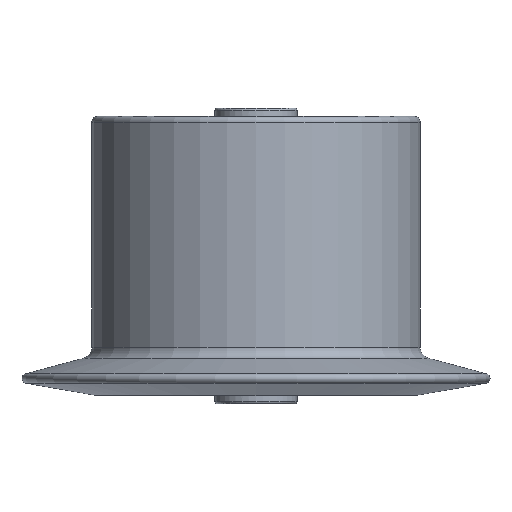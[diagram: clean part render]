
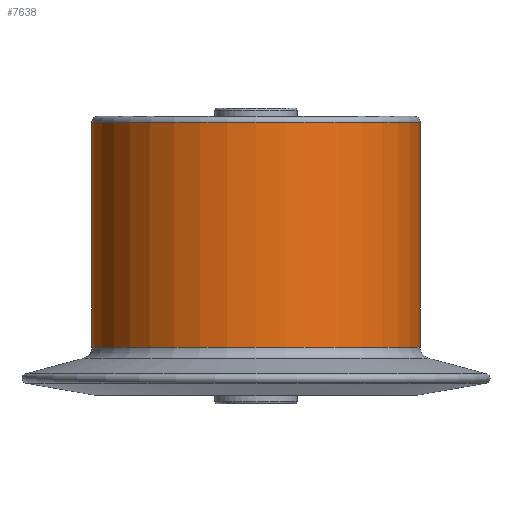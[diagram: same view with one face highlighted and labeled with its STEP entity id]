
A CAD part, front view. The second image highlights one B-rep face of the part: STEP entity #7638.
In plain terms, the highlighted cylindrical face has radius 14 mm (diameter 28 mm), a partial arc.
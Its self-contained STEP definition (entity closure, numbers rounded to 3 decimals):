
#562 = DIRECTION ( 'NONE',  ( -1., 0., 0. ) ) ;
#563 = CARTESIAN_POINT ( 'NONE',  ( -14., 0., 11.4 ) ) ;
#896 = CARTESIAN_POINT ( 'NONE',  ( 14., 0., 11.4 ) ) ;
#1251 = CIRCLE ( 'NONE', #10900, 14. ) ;
#1463 = AXIS2_PLACEMENT_3D ( 'NONE', #7455, #2252, #15112 ) ;
#1895 = VERTEX_POINT ( 'NONE', #3477 ) ;
#2252 = DIRECTION ( 'NONE',  ( 0., 0., -1. ) ) ;
#2534 = CARTESIAN_POINT ( 'NONE',  ( 14., 0., 11.9 ) ) ;
#2803 = LINE ( 'NONE', #2534, #9281 ) ;
#3477 = CARTESIAN_POINT ( 'NONE',  ( -14., 0., -7.769 ) ) ;
#3842 = CYLINDRICAL_SURFACE ( 'NONE', #1463, 14. ) ;
#3989 = ORIENTED_EDGE ( 'NONE', *, *, #9991, .T. ) ;
#4175 = ORIENTED_EDGE ( 'NONE', *, *, #16335, .T. ) ;
#4671 = FACE_OUTER_BOUND ( 'NONE', #7586, .T. ) ;
#5176 = VERTEX_POINT ( 'NONE', #563 ) ;
#6019 = CARTESIAN_POINT ( 'NONE',  ( 0., 0., 11.4 ) ) ;
#6613 = CARTESIAN_POINT ( 'NONE',  ( 14., 0., -7.769 ) ) ;
#7309 = DIRECTION ( 'NONE',  ( 1., 0., 0. ) ) ;
#7455 = CARTESIAN_POINT ( 'NONE',  ( 0., 0., 11.9 ) ) ;
#7586 = EDGE_LOOP ( 'NONE', ( #14273, #3989, #4175, #16740 ) ) ;
#7638 = ADVANCED_FACE ( 'NONE', ( #4671 ), #3842, .T. ) ;
#7674 = CIRCLE ( 'NONE', #15569, 14. ) ;
#8457 = DIRECTION ( 'NONE',  ( 0., 0., 1. ) ) ;
#9281 = VECTOR ( 'NONE', #12815, 1000. ) ;
#9991 = EDGE_CURVE ( 'NONE', #12685, #5176, #1251, .T. ) ;
#10900 = AXIS2_PLACEMENT_3D ( 'NONE', #6019, #14914, #7309 ) ;
#11036 = EDGE_CURVE ( 'NONE', #1895, #13399, #7674, .T. ) ;
#11744 = VECTOR ( 'NONE', #16076, 1000. ) ;
#12241 = CARTESIAN_POINT ( 'NONE',  ( -14., 0., 11.9 ) ) ;
#12255 = EDGE_CURVE ( 'NONE', #12685, #13399, #2803, .T. ) ;
#12685 = VERTEX_POINT ( 'NONE', #896 ) ;
#12815 = DIRECTION ( 'NONE',  ( 0., 0., -1. ) ) ;
#13399 = VERTEX_POINT ( 'NONE', #6613 ) ;
#14273 = ORIENTED_EDGE ( 'NONE', *, *, #12255, .F. ) ;
#14914 = DIRECTION ( 'NONE',  ( 0., 0., -1. ) ) ;
#15107 = LINE ( 'NONE', #12241, #11744 ) ;
#15112 = DIRECTION ( 'NONE',  ( -1., 0., 0. ) ) ;
#15569 = AXIS2_PLACEMENT_3D ( 'NONE', #16058, #8457, #562 ) ;
#16058 = CARTESIAN_POINT ( 'NONE',  ( 0., 0., -7.769 ) ) ;
#16076 = DIRECTION ( 'NONE',  ( 0., 0., -1. ) ) ;
#16335 = EDGE_CURVE ( 'NONE', #5176, #1895, #15107, .T. ) ;
#16740 = ORIENTED_EDGE ( 'NONE', *, *, #11036, .T. ) ;
